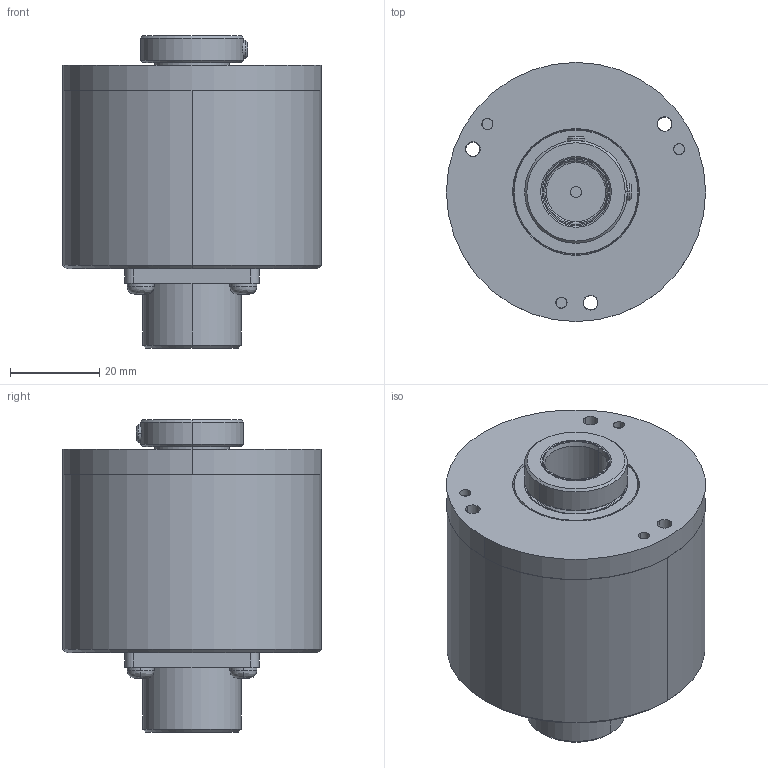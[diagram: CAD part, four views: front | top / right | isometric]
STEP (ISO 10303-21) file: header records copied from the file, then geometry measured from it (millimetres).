
FILE_DESCRIPTION((''),'2;1');
FILE_NAME('515966','2010-10-14T',('se2802'),(''),'PRO/ENGINEER BY PARAMETRIC TECHNOLOGY CORPORATION, 2010180','PRO/ENGINEER BY PARAMETRIC TECHNOLOGY CORPORATION, 2010180','');
FILE_SCHEMA(('CONFIG_CONTROL_DESIGN'));
Length unit declared in the file: millimetre
Products named in the file (1): 515966
Bounding box: 58 x 58 x 69.9 mm (x, y, z)
Volume: 79124.4 mm3; surface area: 42367.1 mm2
Topology: 1 solids, 2 shells, 1207 faces, 3343 edges, 2117 vertices
Faces by surface type: plane 519, cylinder 474, cone 103, torus 93, sphere 8, bspline 8, revolution 2
Entity records: 40959 total; most frequent: CARTESIAN_POINT 9023, DIRECTION 7056, ORIENTED_EDGE 6662, EDGE_CURVE 3331, AXIS2_PLACEMENT_3D 2700, VERTEX_POINT 2118, VECTOR 1654, LINE 1654
